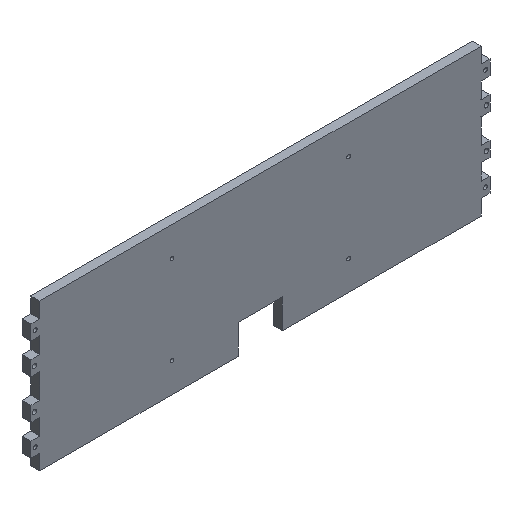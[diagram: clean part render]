
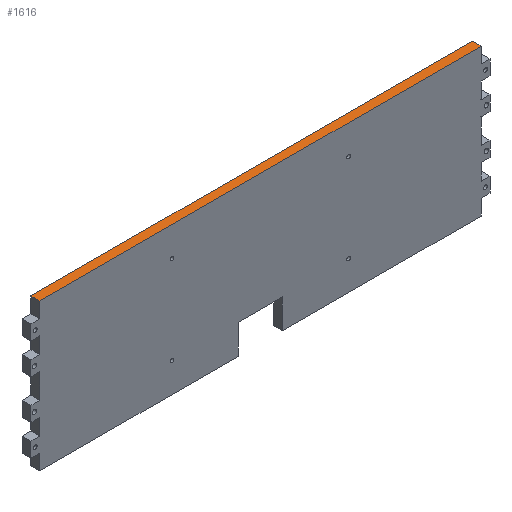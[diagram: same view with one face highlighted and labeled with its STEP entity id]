
A CAD part, isometric view. The second image highlights one B-rep face of the part: STEP entity #1616.
In plain terms, the highlighted planar face has unit normal (0, 0, 1).
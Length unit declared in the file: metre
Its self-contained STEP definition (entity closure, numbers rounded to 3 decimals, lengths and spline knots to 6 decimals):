
#77=DIRECTION('',(1.,0.,0.));
#78=VECTOR('',#77,300.);
#79=CARTESIAN_POINT('',(-150.,-3.,50.));
#80=LINE('',#79,#78);
#389=DIRECTION('',(1.,0.,0.));
#390=VECTOR('',#389,300.);
#391=CARTESIAN_POINT('',(-150.,3.,50.));
#392=LINE('',#391,#390);
#633=DIRECTION('',(0.,1.,0.));
#634=VECTOR('',#633,6.);
#635=CARTESIAN_POINT('',(150.,-3.,50.));
#636=LINE('',#635,#634);
#637=DIRECTION('',(0.,1.,0.));
#638=VECTOR('',#637,6.);
#639=CARTESIAN_POINT('',(-150.,-3.,50.));
#640=LINE('',#639,#638);
#817=CARTESIAN_POINT('',(-150.,-3.,50.));
#819=VERTEX_POINT('',#817);
#823=CARTESIAN_POINT('',(-150.,3.,50.));
#825=VERTEX_POINT('',#823);
#893=CARTESIAN_POINT('',(150.,-3.,50.));
#894=VERTEX_POINT('',#893);
#897=CARTESIAN_POINT('',(150.,3.,50.));
#898=VERTEX_POINT('',#897);
#1604=CARTESIAN_POINT('',(-156.,-3.,50.));
#1605=DIRECTION('',(0.,0.,1.));
#1606=DIRECTION('',(1.,0.,0.));
#1607=AXIS2_PLACEMENT_3D('',#1604,#1605,#1606);
#1608=PLANE('',#1607);
#1609=ORIENTED_EDGE('',*,*,#1598,.F.);
#1610=ORIENTED_EDGE('',*,*,#1116,.F.);
#1612=ORIENTED_EDGE('',*,*,#1611,.T.);
#1613=ORIENTED_EDGE('',*,*,#1347,.T.);
#1614=EDGE_LOOP('',(#1609,#1610,#1612,#1613));
#1615=FACE_OUTER_BOUND('',#1614,.F.);
#1616=ADVANCED_FACE('',(#1615),#1608,.T.);
#1116=EDGE_CURVE('',#819,#894,#80,.T.);
#1347=EDGE_CURVE('',#825,#898,#392,.T.);
#1598=EDGE_CURVE('',#894,#898,#636,.T.);
#1611=EDGE_CURVE('',#819,#825,#640,.T.);
